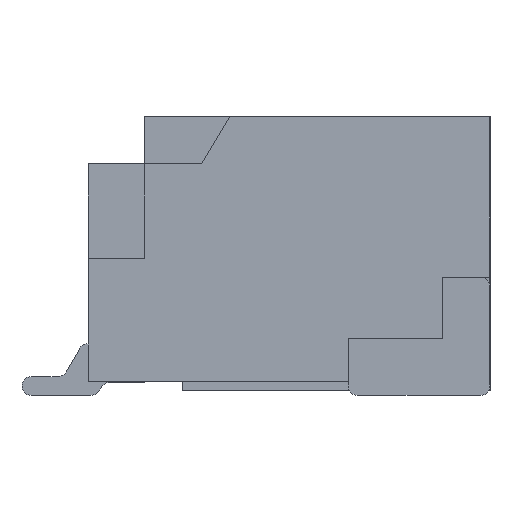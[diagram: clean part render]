
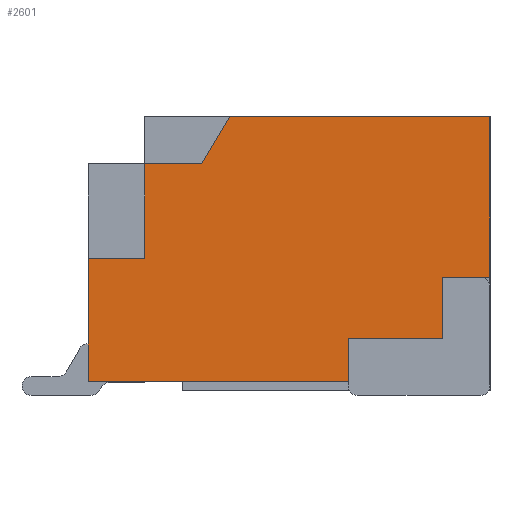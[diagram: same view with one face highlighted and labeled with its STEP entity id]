
A CAD part, left-side view. The second image highlights one B-rep face of the part: STEP entity #2601.
In plain terms, the highlighted planar face has unit normal (-1, 0, 0).
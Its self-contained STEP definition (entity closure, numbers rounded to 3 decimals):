
#2601=ADVANCED_FACE('',(#5974),#5976,.T.);
#5974=FACE_BOUND('',#5975,.T.);
#5975=EDGE_LOOP('',(#8739,#8740,#8741,#8742,#8743,#8744,#8745,#8746,#8747,#8748,
#8749,#8750));
#5976=PLANE('',#5977);
#5977=AXIS2_PLACEMENT_3D('',#5978,#5979,#5980);
#5978=CARTESIAN_POINT('',(-1.5,0.,0.));
#5979=DIRECTION('',(-1.,0.,0.));
#5980=DIRECTION('',(0.,0.,1.));
#8739=ORIENTED_EDGE('',*,*,#10549,.T.);
#8740=ORIENTED_EDGE('',*,*,#10550,.T.);
#8741=ORIENTED_EDGE('',*,*,#10551,.T.);
#8742=ORIENTED_EDGE('',*,*,#10458,.T.);
#8743=ORIENTED_EDGE('',*,*,#10552,.T.);
#8744=ORIENTED_EDGE('',*,*,#10553,.T.);
#8745=ORIENTED_EDGE('',*,*,#10554,.T.);
#8746=ORIENTED_EDGE('',*,*,#10555,.T.);
#8747=ORIENTED_EDGE('',*,*,#10434,.T.);
#8748=ORIENTED_EDGE('',*,*,#10548,.T.);
#8749=ORIENTED_EDGE('',*,*,#10556,.T.);
#8750=ORIENTED_EDGE('',*,*,#10557,.T.);
#10434=EDGE_CURVE('',#12202,#12200,#12203,.T.);
#10458=EDGE_CURVE('',#12249,#12247,#12250,.T.);
#10548=EDGE_CURVE('',#12200,#12417,#12419,.T.);
#10549=EDGE_CURVE('',#12420,#12421,#12422,.F.);
#10550=EDGE_CURVE('',#12421,#12423,#12424,.F.);
#10551=EDGE_CURVE('',#12423,#12249,#12425,.T.);
#10552=EDGE_CURVE('',#12247,#12426,#12427,.F.);
#10553=EDGE_CURVE('',#12426,#12428,#12429,.F.);
#10554=EDGE_CURVE('',#12428,#12430,#12431,.F.);
#10555=EDGE_CURVE('',#12430,#12202,#12432,.F.);
#10556=EDGE_CURVE('',#12417,#12433,#12434,.F.);
#10557=EDGE_CURVE('',#12433,#12420,#12435,.F.);
#12200=VERTEX_POINT('',#15928);
#12202=VERTEX_POINT('',#15932);
#12203=LINE('',#15933,#15934);
#12247=VERTEX_POINT('',#16023);
#12249=VERTEX_POINT('',#16027);
#12250=LINE('',#16028,#16029);
#12417=VERTEX_POINT('',#16373);
#12419=LINE('',#16377,#16378);
#12420=VERTEX_POINT('',#16380);
#12421=VERTEX_POINT('',#16381);
#12422=LINE('',#16382,#16383);
#12423=VERTEX_POINT('',#16385);
#12424=LINE('',#16386,#16387);
#12425=LINE('',#16389,#16390);
#12426=VERTEX_POINT('',#16392);
#12427=LINE('',#16393,#16394);
#12428=VERTEX_POINT('',#16396);
#12429=LINE('',#16397,#16398);
#12430=VERTEX_POINT('',#16400);
#12431=LINE('',#16401,#16402);
#12432=LINE('',#16404,#16405);
#12433=VERTEX_POINT('',#16407);
#12434=LINE('',#16408,#16409);
#12435=LINE('',#16411,#16412);
#15928=CARTESIAN_POINT('',(-1.5,-4.25,2.9));
#15932=CARTESIAN_POINT('',(-1.5,-4.25,1.2));
#15933=CARTESIAN_POINT('',(-1.5,-4.25,1.2));
#15934=VECTOR('',#15935,1.);
#15935=DIRECTION('',(0.,0.,1.));
#16023=CARTESIAN_POINT('',(-1.5,-2.75,0.1));
#16027=CARTESIAN_POINT('',(-1.5,0.,0.1));
#16028=CARTESIAN_POINT('',(-1.5,0.,0.1));
#16029=VECTOR('',#16030,1.);
#16030=DIRECTION('',(0.,-1.,0.));
#16373=CARTESIAN_POINT('',(-1.5,-1.5,2.9));
#16377=CARTESIAN_POINT('',(-1.5,-4.25,2.9));
#16378=VECTOR('',#16379,1.);
#16379=DIRECTION('',(0.,1.,0.));
#16380=CARTESIAN_POINT('',(-1.5,-0.6,2.4));
#16381=CARTESIAN_POINT('',(-1.5,-0.6,1.4));
#16382=CARTESIAN_POINT('',(-1.5,-0.6,1.4));
#16383=VECTOR('',#16384,1.);
#16384=DIRECTION('',(0.,0.,1.));
#16385=CARTESIAN_POINT('',(-1.5,0.,1.4));
#16386=CARTESIAN_POINT('',(-1.5,0.,1.4));
#16387=VECTOR('',#16388,1.);
#16388=DIRECTION('',(0.,-1.,0.));
#16389=CARTESIAN_POINT('',(-1.5,0.,1.4));
#16390=VECTOR('',#16391,1.);
#16391=DIRECTION('',(0.,0.,-1.));
#16392=CARTESIAN_POINT('',(-1.5,-2.75,0.55));
#16393=CARTESIAN_POINT('',(-1.5,-2.75,0.55));
#16394=VECTOR('',#16395,1.);
#16395=DIRECTION('',(0.,0.,-1.));
#16396=CARTESIAN_POINT('',(-1.5,-3.75,0.55));
#16397=CARTESIAN_POINT('',(-1.5,-3.75,0.55));
#16398=VECTOR('',#16399,1.);
#16399=DIRECTION('',(0.,1.,0.));
#16400=CARTESIAN_POINT('',(-1.5,-3.75,1.2));
#16401=CARTESIAN_POINT('',(-1.5,-3.75,1.2));
#16402=VECTOR('',#16403,1.);
#16403=DIRECTION('',(0.,0.,-1.));
#16404=CARTESIAN_POINT('',(-1.5,-4.25,1.2));
#16405=VECTOR('',#16406,1.);
#16406=DIRECTION('',(0.,1.,0.));
#16407=CARTESIAN_POINT('',(-1.5,-1.2,2.4));
#16408=CARTESIAN_POINT('',(-1.5,-1.2,2.4));
#16409=VECTOR('',#16410,1.);
#16410=DIRECTION('',(0.,-0.514,0.857));
#16411=CARTESIAN_POINT('',(-1.5,-0.6,2.4));
#16412=VECTOR('',#16413,1.);
#16413=DIRECTION('',(0.,-1.,0.));
